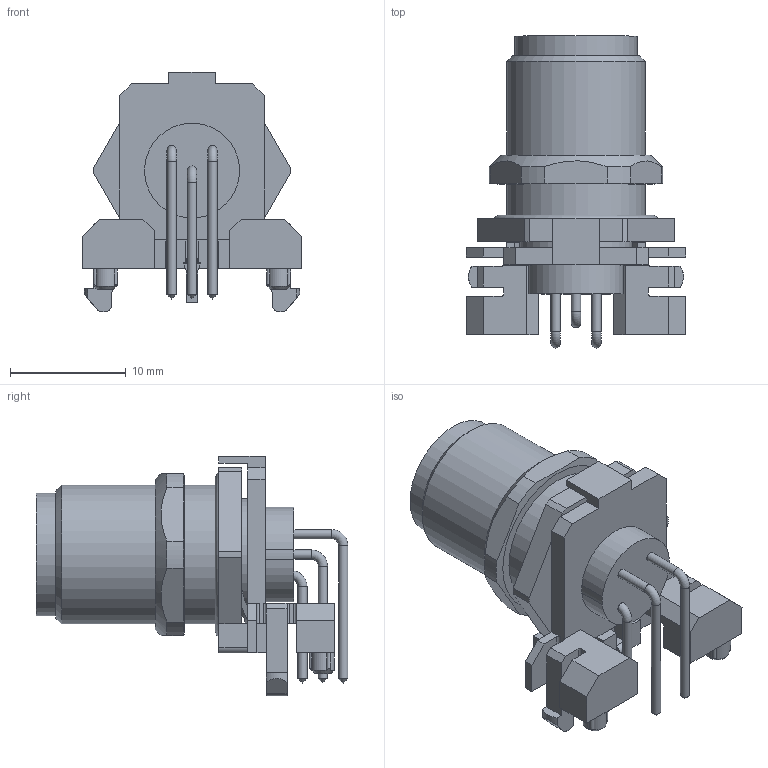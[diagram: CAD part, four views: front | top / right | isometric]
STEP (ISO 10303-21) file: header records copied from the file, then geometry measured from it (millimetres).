
FILE_DESCRIPTION(('FreeCAD Model'),'2;1');
FILE_NAME('Conec_43-01207_M12A_male_Horizontal.step', '2019-06-26T18:07:04',('kicad StepUp'),('ksu MCAD'), 'Open CASCADE STEP processor 7.3','FreeCAD','Unknown');
FILE_SCHEMA(('AUTOMOTIVE_DESIGN { 1 0 10303 214 1 1 1 1 }'));
Length unit declared in the file: millimetre
Products named in the file (1): Conec_43-01207_M12A_male_Horizontal
Bounding box: 19 x 26.96 x 20.7 mm (x, y, z)
Volume: 5.7 mm3; surface area: 4273.9 mm2
Topology: 11 solids, 14 shells, 386 faces, 3143 edges, 8941 vertices
Faces by surface type: plane 208, cylinder 101, bspline 39, cone 27, torus 11
Full cylindrical faces by diameter (mm): 0.8 x8, 1 x10, 1.05 x5, 1.6 x5, 1.7 x5, 8.3 x1, 8.5 x1, 9.7 x1, 10 x2, 10.6 x1, 11.1 x1, 12 x3
Entity records: 37525 total; most frequent: CARTESIAN_POINT 14954, DIRECTION 4149, GEOMETRIC_CURVE_SET 2093, ORIENTED_EDGE 2092, TRIMMED_CURVE 2092, LINE 1725, VECTOR 1725, AXIS2_PLACEMENT_3D 1212
